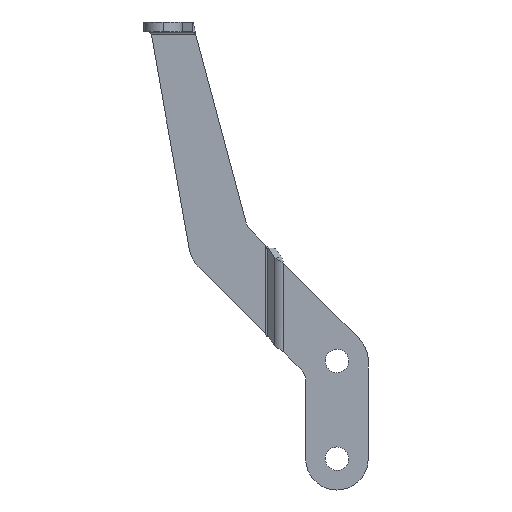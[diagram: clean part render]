
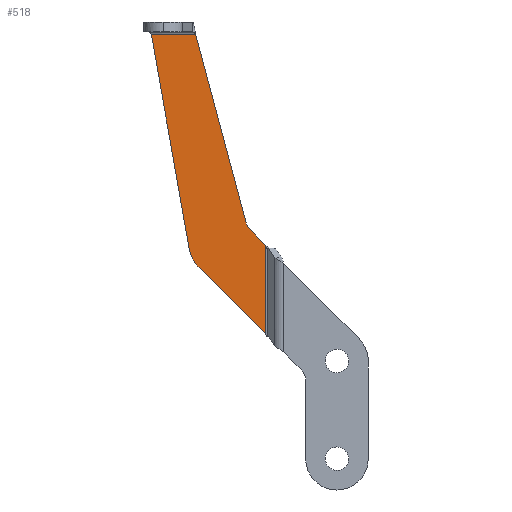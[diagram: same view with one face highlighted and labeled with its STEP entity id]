
A CAD part, left-side view. The second image highlights one B-rep face of the part: STEP entity #518.
In plain terms, the highlighted planar face has unit normal (-1, 0, 0).
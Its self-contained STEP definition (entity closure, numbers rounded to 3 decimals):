
#305=CARTESIAN_POINT('Vertex',(0.,36.136,108.44)) ;
#314=CARTESIAN_POINT('Vertex',(0.,47.449,108.44)) ;
#317=CARTESIAN_POINT('Line Origine',(0.,54.311,108.44)) ;
#450=CARTESIAN_POINT('Axis2P3D Location',(0.,0.,0.)) ;
#455=CARTESIAN_POINT('Line Origine',(0.,42.605,80.966)) ;
#459=CARTESIAN_POINT('Vertex',(0.,37.76,53.493)) ;
#463=CARTESIAN_POINT('Control Point',(0.,35.539,49.225)) ;
#464=CARTESIAN_POINT('Control Point',(0.,36.126,49.813)) ;
#465=CARTESIAN_POINT('Control Point',(0.,36.638,50.477)) ;
#466=CARTESIAN_POINT('Control Point',(0.,37.06,51.204)) ;
#467=CARTESIAN_POINT('Control Point',(0.,37.439,52.114)) ;
#468=CARTESIAN_POINT('Control Point',(0.,37.674,53.063)) ;
#469=CARTESIAN_POINT('Control Point',(0.,37.706,53.206)) ;
#470=CARTESIAN_POINT('Control Point',(0.,37.735,53.349)) ;
#471=CARTESIAN_POINT('Control Point',(0.,37.76,53.493)) ;
#472=CARTESIAN_POINT('Vertex',(0.,35.539,49.225)) ;
#475=CARTESIAN_POINT('Line Origine',(0.,26.909,40.596)) ;
#479=CARTESIAN_POINT('Vertex',(0.,18.28,31.966)) ;
#482=CARTESIAN_POINT('Line Origine',(0.,18.28,43.28)) ;
#486=CARTESIAN_POINT('Vertex',(0.,18.28,54.594)) ;
#489=CARTESIAN_POINT('Line Origine',(0.,20.243,56.556)) ;
#493=CARTESIAN_POINT('Vertex',(0.,22.205,58.519)) ;
#496=CARTESIAN_POINT('Axis2P3D Location',(0.,19.377,61.347)) ;
#500=CARTESIAN_POINT('Vertex',(0.,23.24,60.312)) ;
#503=CARTESIAN_POINT('Line Origine',(0.,29.688,84.376)) ;
#318=DIRECTION('Vector Direction',(0.,-1.,0.)) ;
#451=DIRECTION('Axis2P3D Direction',(-1.,-0.,0.)) ;
#452=DIRECTION('Axis2P3D XDirection',(0.,0.,1.)) ;
#456=DIRECTION('Vector Direction',(0.,0.174,0.985)) ;
#476=DIRECTION('Vector Direction',(0.,0.707,0.707)) ;
#483=DIRECTION('Vector Direction',(0.,0.,-1.)) ;
#490=DIRECTION('Vector Direction',(0.,-0.707,-0.707)) ;
#497=DIRECTION('Axis2P3D Direction',(-1.,-0.,0.)) ;
#504=DIRECTION('Vector Direction',(0.,-0.259,-0.966)) ;
#453=AXIS2_PLACEMENT_3D('Plane Axis2P3D',#450,#451,#452) ;
#498=AXIS2_PLACEMENT_3D('Circle Axis2P3D',#496,#497,$) ;
#509=ORIENTED_EDGE('',*,*,#321,.F.) ;
#510=ORIENTED_EDGE('',*,*,#461,.F.) ;
#511=ORIENTED_EDGE('',*,*,#474,.F.) ;
#512=ORIENTED_EDGE('',*,*,#481,.F.) ;
#513=ORIENTED_EDGE('',*,*,#488,.F.) ;
#514=ORIENTED_EDGE('',*,*,#495,.F.) ;
#515=ORIENTED_EDGE('',*,*,#502,.F.) ;
#516=ORIENTED_EDGE('',*,*,#507,.F.) ;
#319=VECTOR('Line Direction',#318,1.) ;
#457=VECTOR('Line Direction',#456,1.) ;
#477=VECTOR('Line Direction',#476,1.) ;
#484=VECTOR('Line Direction',#483,1.) ;
#491=VECTOR('Line Direction',#490,1.) ;
#505=VECTOR('Line Direction',#504,1.) ;
#518=ADVANCED_FACE('Pli esquiss\X2\00E9\X0\1',(#517),#454,.T.) ;
#462=B_SPLINE_CURVE_WITH_KNOTS('',5,(#463,#464,#465,#466,#467,#468,#469,#470,#471),.UNSPECIFIED.,.F.,.U.,(6,3,6),(0.,5.879,6.911),.UNSPECIFIED.) ;
#499=CIRCLE('generated circle',#498,4.) ;
#321=EDGE_CURVE('',#315,#306,#320,.T.) ;
#461=EDGE_CURVE('',#460,#315,#458,.T.) ;
#474=EDGE_CURVE('',#473,#460,#462,.T.) ;
#481=EDGE_CURVE('',#480,#473,#478,.T.) ;
#488=EDGE_CURVE('',#487,#480,#485,.T.) ;
#495=EDGE_CURVE('',#494,#487,#492,.T.) ;
#502=EDGE_CURVE('',#501,#494,#499,.T.) ;
#507=EDGE_CURVE('',#306,#501,#506,.T.) ;
#508=EDGE_LOOP('',(#509,#510,#511,#512,#513,#514,#515,#516)) ;
#517=FACE_OUTER_BOUND('',#508,.T.) ;
#320=LINE('Line',#317,#319) ;
#458=LINE('Line',#455,#457) ;
#478=LINE('Line',#475,#477) ;
#485=LINE('Line',#482,#484) ;
#492=LINE('Line',#489,#491) ;
#506=LINE('Line',#503,#505) ;
#454=PLANE('',#453) ;
#306=VERTEX_POINT('',#305) ;
#315=VERTEX_POINT('',#314) ;
#460=VERTEX_POINT('',#459) ;
#473=VERTEX_POINT('',#472) ;
#480=VERTEX_POINT('',#479) ;
#487=VERTEX_POINT('',#486) ;
#494=VERTEX_POINT('',#493) ;
#501=VERTEX_POINT('',#500) ;
